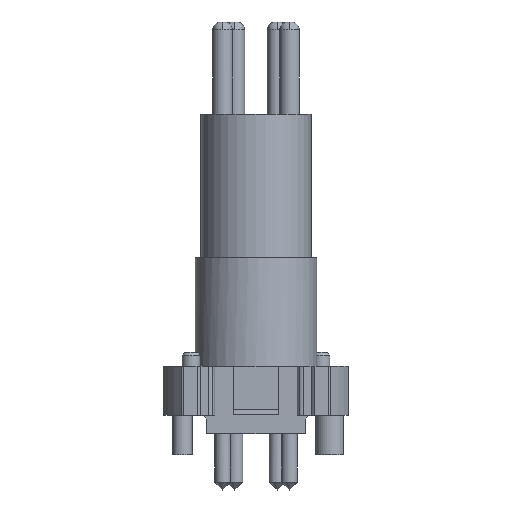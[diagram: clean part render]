
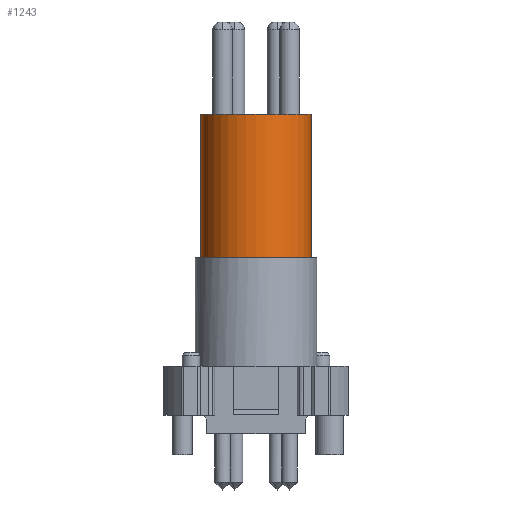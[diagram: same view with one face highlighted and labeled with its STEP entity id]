
A CAD part, front view. The second image highlights one B-rep face of the part: STEP entity #1243.
In plain terms, the highlighted cylindrical face has radius 2.8 mm (diameter 5.6 mm), a partial arc.
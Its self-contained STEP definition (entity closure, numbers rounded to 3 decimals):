
#194=AXIS2_PLACEMENT_3D('Circle Axis2P3D',#192,#193,$) ;
#1230=AXIS2_PLACEMENT_3D('Cylinder Axis2P3D',#1227,#1228,#1229) ;
#1234=AXIS2_PLACEMENT_3D('Circle Axis2P3D',#1232,#1233,$) ;
#187=CARTESIAN_POINT('Vertex',(1.9,5.2,19.1)) ;
#189=CARTESIAN_POINT('Vertex',(7.5,5.2,19.1)) ;
#192=CARTESIAN_POINT('Axis2P3D Location',(4.7,5.2,19.1)) ;
#1195=CARTESIAN_POINT('Line Origine',(1.9,5.2,11.6)) ;
#1199=CARTESIAN_POINT('Vertex',(1.9,5.2,11.8)) ;
#1202=CARTESIAN_POINT('Line Origine',(7.5,5.2,11.6)) ;
#1206=CARTESIAN_POINT('Vertex',(7.5,5.2,11.8)) ;
#1227=CARTESIAN_POINT('Axis2P3D Location',(4.7,5.2,11.6)) ;
#1232=CARTESIAN_POINT('Axis2P3D Location',(4.7,5.2,11.8)) ;
#193=DIRECTION('Axis2P3D Direction',(0.,0.,-1.)) ;
#1196=DIRECTION('Vector Direction',(0.,0.,1.)) ;
#1203=DIRECTION('Vector Direction',(0.,0.,1.)) ;
#1228=DIRECTION('Axis2P3D Direction',(0.,0.,1.)) ;
#1229=DIRECTION('Axis2P3D XDirection',(-1.,0.,0.)) ;
#1233=DIRECTION('Axis2P3D Direction',(0.,0.,1.)) ;
#1197=VECTOR('Line Direction',#1196,1.) ;
#1204=VECTOR('Line Direction',#1203,1.) ;
#1238=ORIENTED_EDGE('',*,*,#1208,.T.) ;
#1239=ORIENTED_EDGE('',*,*,#196,.T.) ;
#1240=ORIENTED_EDGE('',*,*,#1201,.T.) ;
#1241=ORIENTED_EDGE('',*,*,#1236,.T.) ;
#1243=ADVANCED_FACE('V1',(#1242),#1231,.T.) ;
#195=CIRCLE('generated circle',#194,2.8) ;
#1235=CIRCLE('generated circle',#1234,2.8) ;
#1231=CYLINDRICAL_SURFACE('generated cylinder',#1230,2.8) ;
#196=EDGE_CURVE('',#190,#188,#195,.T.) ;
#1201=EDGE_CURVE('',#188,#1200,#1198,.F.) ;
#1208=EDGE_CURVE('',#1207,#190,#1205,.T.) ;
#1236=EDGE_CURVE('',#1200,#1207,#1235,.T.) ;
#1237=EDGE_LOOP('',(#1238,#1239,#1240,#1241)) ;
#1242=FACE_OUTER_BOUND('',#1237,.T.) ;
#1198=LINE('Line',#1195,#1197) ;
#1205=LINE('Line',#1202,#1204) ;
#188=VERTEX_POINT('',#187) ;
#190=VERTEX_POINT('',#189) ;
#1200=VERTEX_POINT('',#1199) ;
#1207=VERTEX_POINT('',#1206) ;
